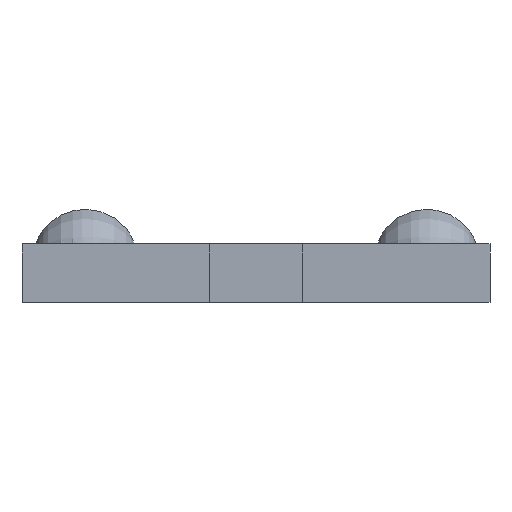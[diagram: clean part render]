
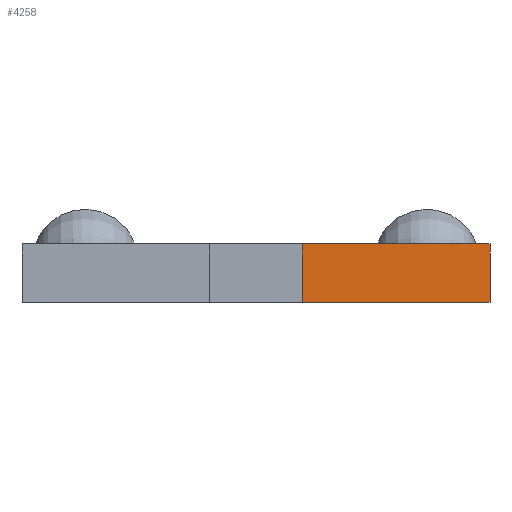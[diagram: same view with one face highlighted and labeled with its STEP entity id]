
A CAD part, front view. The second image highlights one B-rep face of the part: STEP entity #4258.
In plain terms, the highlighted planar face has unit normal (0, -1, 0).
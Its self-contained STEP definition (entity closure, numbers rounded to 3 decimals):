
#191 = VERTEX_POINT('',#192);
#192 = CARTESIAN_POINT('',(1.,-3.81,0.));
#198 = EDGE_CURVE('',#199,#191,#201,.T.);
#199 = VERTEX_POINT('',#200);
#200 = CARTESIAN_POINT('',(5.,-3.81,0.));
#201 = LINE('',#202,#203);
#202 = CARTESIAN_POINT('',(5.,-3.81,0.));
#203 = VECTOR('',#204,1.);
#204 = DIRECTION('',(-1.,0.,0.));
#1924 = VERTEX_POINT('',#1925);
#1925 = CARTESIAN_POINT('',(1.,-3.81,1.25));
#1931 = EDGE_CURVE('',#1932,#1924,#1934,.T.);
#1932 = VERTEX_POINT('',#1933);
#1933 = CARTESIAN_POINT('',(5.,-3.81,1.25));
#1934 = LINE('',#1935,#1936);
#1935 = CARTESIAN_POINT('',(5.,-3.81,1.25));
#1936 = VECTOR('',#1937,1.);
#1937 = DIRECTION('',(-1.,0.,0.));
#4248 = EDGE_CURVE('',#199,#1932,#4249,.T.);
#4249 = LINE('',#4250,#4251);
#4250 = CARTESIAN_POINT('',(5.,-3.81,0.));
#4251 = VECTOR('',#4252,1.);
#4252 = DIRECTION('',(0.,0.,1.));
#4258 = ADVANCED_FACE('',(#4259),#4270,.T.);
#4259 = FACE_BOUND('',#4260,.T.);
#4260 = EDGE_LOOP('',(#4261,#4262,#4263,#4264));
#4261 = ORIENTED_EDGE('',*,*,#198,.F.);
#4262 = ORIENTED_EDGE('',*,*,#4248,.T.);
#4263 = ORIENTED_EDGE('',*,*,#1931,.T.);
#4264 = ORIENTED_EDGE('',*,*,#4265,.T.);
#4265 = EDGE_CURVE('',#1924,#191,#4266,.T.);
#4266 = LINE('',#4267,#4268);
#4267 = CARTESIAN_POINT('',(1.,-3.81,12.761));
#4268 = VECTOR('',#4269,1.);
#4269 = DIRECTION('',(-0.,-0.,-1.));
#4270 = PLANE('',#4271);
#4271 = AXIS2_PLACEMENT_3D('',#4272,#4273,#4274);
#4272 = CARTESIAN_POINT('',(5.,-3.81,0.));
#4273 = DIRECTION('',(0.,-1.,0.));
#4274 = DIRECTION('',(-1.,0.,0.));
